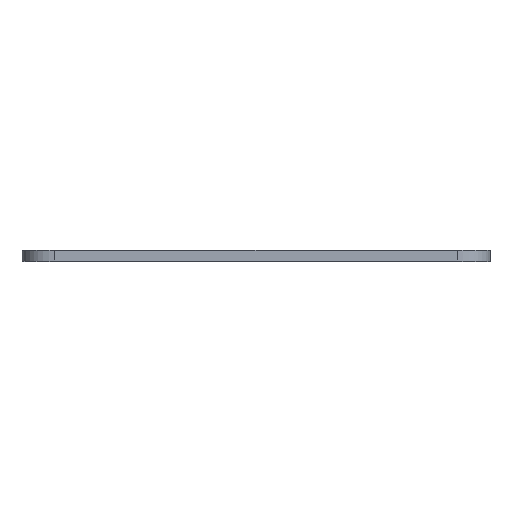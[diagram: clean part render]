
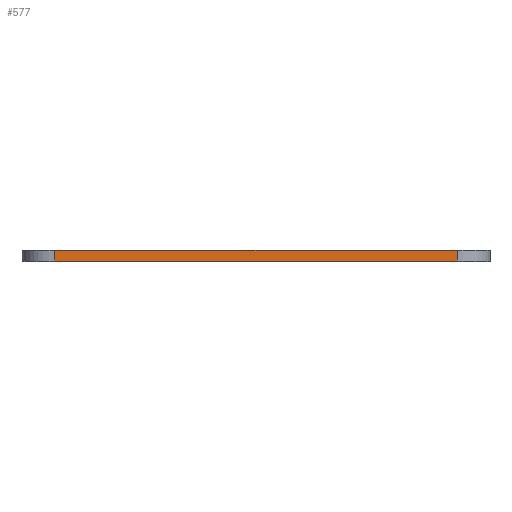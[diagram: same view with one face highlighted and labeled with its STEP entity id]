
A CAD part, top view. The second image highlights one B-rep face of the part: STEP entity #577.
In plain terms, the highlighted planar face has unit normal (0, 0, 1).
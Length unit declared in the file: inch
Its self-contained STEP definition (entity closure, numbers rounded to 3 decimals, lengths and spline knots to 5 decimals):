
#9 = LINE ( 'NONE', #37, #156 ) ;
#14 = ORIENTED_EDGE ( 'NONE', *, *, #867, .T. ) ;
#17 = VECTOR ( 'NONE', #900, 39.37008 ) ;
#37 = CARTESIAN_POINT ( 'NONE',  ( 2.3125, 0., 2.6875 ) ) ;
#87 = VERTEX_POINT ( 'NONE', #825 ) ;
#141 = VERTEX_POINT ( 'NONE', #512 ) ;
#156 = VECTOR ( 'NONE', #820, 39.37008 ) ;
#200 = EDGE_CURVE ( 'NONE', #141, #87, #9, .T. ) ;
#214 = VERTEX_POINT ( 'NONE', #679 ) ;
#279 = DIRECTION ( 'NONE',  ( 0., 1., 0. ) ) ;
#304 = VECTOR ( 'NONE', #279, 39.37008 ) ;
#330 = EDGE_CURVE ( 'NONE', #141, #425, #638, .T. ) ;
#333 = ORIENTED_EDGE ( 'NONE', *, *, #200, .T. ) ;
#334 = DIRECTION ( 'NONE',  ( -1., 0., 0. ) ) ;
#335 = EDGE_CURVE ( 'NONE', #87, #214, #708, .T. ) ;
#355 = CARTESIAN_POINT ( 'NONE',  ( 2.3125, 0.125, 2.6875 ) ) ;
#391 = FACE_OUTER_BOUND ( 'NONE', #455, .T. ) ;
#411 = CARTESIAN_POINT ( 'NONE',  ( -2.3125, 0.125, 2.6875 ) ) ;
#420 = CARTESIAN_POINT ( 'NONE',  ( -2.3125, 0.125, 2.6875 ) ) ;
#425 = VERTEX_POINT ( 'NONE', #570 ) ;
#447 = PLANE ( 'NONE',  #754 ) ;
#455 = EDGE_LOOP ( 'NONE', ( #14, #701, #333, #844 ) ) ;
#512 = CARTESIAN_POINT ( 'NONE',  ( -2.3125, 0., 2.6875 ) ) ;
#570 = CARTESIAN_POINT ( 'NONE',  ( -2.3125, 0.125, 2.6875 ) ) ;
#577 = ADVANCED_FACE ( 'NONE', ( #391 ), #447, .T. ) ;
#596 = CARTESIAN_POINT ( 'NONE',  ( 2.3125, 0.125, 2.6875 ) ) ;
#638 = LINE ( 'NONE', #420, #304 ) ;
#679 = CARTESIAN_POINT ( 'NONE',  ( 2.3125, 0.125, 2.6875 ) ) ;
#688 = LINE ( 'NONE', #411, #910 ) ;
#701 = ORIENTED_EDGE ( 'NONE', *, *, #330, .F. ) ;
#708 = LINE ( 'NONE', #355, #17 ) ;
#754 = AXIS2_PLACEMENT_3D ( 'NONE', #596, #880, #815 ) ;
#815 = DIRECTION ( 'NONE',  ( 1., 0., 0. ) ) ;
#820 = DIRECTION ( 'NONE',  ( 1., 0., 0. ) ) ;
#825 = CARTESIAN_POINT ( 'NONE',  ( 2.3125, 0., 2.6875 ) ) ;
#844 = ORIENTED_EDGE ( 'NONE', *, *, #335, .T. ) ;
#867 = EDGE_CURVE ( 'NONE', #214, #425, #688, .T. ) ;
#880 = DIRECTION ( 'NONE',  ( 0., 0., 1. ) ) ;
#900 = DIRECTION ( 'NONE',  ( 0., 1., 0. ) ) ;
#910 = VECTOR ( 'NONE', #334, 39.37008 ) ;
